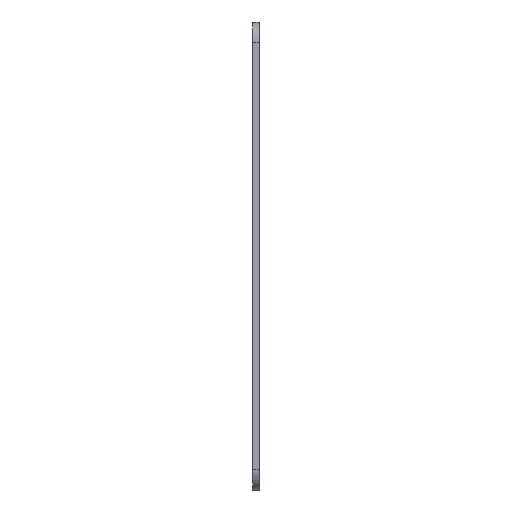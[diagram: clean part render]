
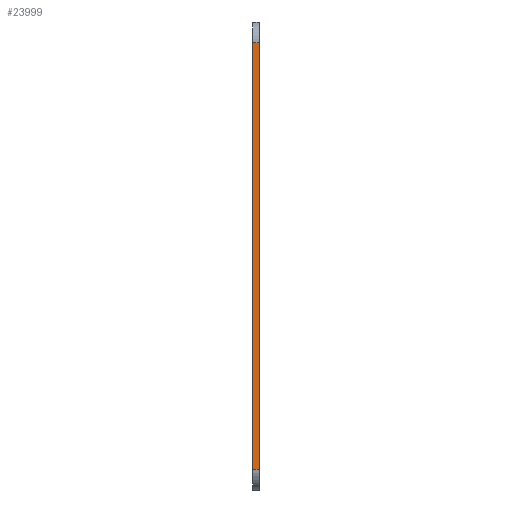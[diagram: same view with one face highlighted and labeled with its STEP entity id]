
A CAD part, left-side view. The second image highlights one B-rep face of the part: STEP entity #23999.
In plain terms, the highlighted planar face has unit normal (-1, 0, 0).
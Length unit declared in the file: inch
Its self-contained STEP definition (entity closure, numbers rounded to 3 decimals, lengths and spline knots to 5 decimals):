
#839 = VECTOR ( 'NONE', #18658, 39.37008 ) ;
#1035 = LINE ( 'NONE', #15186, #24260 ) ;
#1124 = ORIENTED_EDGE ( 'NONE', *, *, #19686, .T. ) ;
#1808 = LINE ( 'NONE', #17393, #12390 ) ;
#1855 = EDGE_CURVE ( 'NONE', #4054, #21806, #18818, .T. ) ;
#2234 = VERTEX_POINT ( 'NONE', #16173 ) ;
#4054 = VERTEX_POINT ( 'NONE', #24650 ) ;
#5435 = VERTEX_POINT ( 'NONE', #22328 ) ;
#7661 = EDGE_LOOP ( 'NONE', ( #1124, #25112, #21230, #22211 ) ) ;
#10746 = LINE ( 'NONE', #21933, #21990 ) ;
#10975 = CARTESIAN_POINT ( 'NONE',  ( 0., -0.0625, 0. ) ) ;
#11589 = CARTESIAN_POINT ( 'NONE',  ( 0., 0., -0.1875 ) ) ;
#12235 = EDGE_CURVE ( 'NONE', #5435, #21806, #10746, .T. ) ;
#12390 = VECTOR ( 'NONE', #19662, 39.37008 ) ;
#13220 = DIRECTION ( 'NONE',  ( 0., 0., 1. ) ) ;
#15186 = CARTESIAN_POINT ( 'NONE',  ( 0., -0.0625, -4.01776 ) ) ;
#16031 = FACE_OUTER_BOUND ( 'NONE', #7661, .T. ) ;
#16173 = CARTESIAN_POINT ( 'NONE',  ( 0., -0.0625, -4.01776 ) ) ;
#17393 = CARTESIAN_POINT ( 'NONE',  ( 0., -0.0625, 0. ) ) ;
#18658 = DIRECTION ( 'NONE',  ( 0., 0., 1. ) ) ;
#18800 = CARTESIAN_POINT ( 'NONE',  ( 0., 0., 0. ) ) ;
#18818 = LINE ( 'NONE', #18800, #839 ) ;
#19662 = DIRECTION ( 'NONE',  ( 0., 0., 1. ) ) ;
#19686 = EDGE_CURVE ( 'NONE', #2234, #5435, #1808, .T. ) ;
#19704 = DIRECTION ( 'NONE',  ( 0., -1., 0. ) ) ;
#20908 = EDGE_CURVE ( 'NONE', #4054, #2234, #1035, .T. ) ;
#21230 = ORIENTED_EDGE ( 'NONE', *, *, #1855, .F. ) ;
#21806 = VERTEX_POINT ( 'NONE', #11589 ) ;
#21933 = CARTESIAN_POINT ( 'NONE',  ( 0., -0.0625, -0.1875 ) ) ;
#21990 = VECTOR ( 'NONE', #24163, 39.37008 ) ;
#22211 = ORIENTED_EDGE ( 'NONE', *, *, #20908, .T. ) ;
#22328 = CARTESIAN_POINT ( 'NONE',  ( 0., -0.0625, -0.1875 ) ) ;
#23999 = ADVANCED_FACE ( 'NONE', ( #16031 ), #24406, .T. ) ;
#24163 = DIRECTION ( 'NONE',  ( 0., 1., 0. ) ) ;
#24260 = VECTOR ( 'NONE', #19704, 39.37008 ) ;
#24406 = PLANE ( 'NONE',  #27928 ) ;
#24650 = CARTESIAN_POINT ( 'NONE',  ( 0., 0., -4.01776 ) ) ;
#25112 = ORIENTED_EDGE ( 'NONE', *, *, #12235, .T. ) ;
#26693 = DIRECTION ( 'NONE',  ( -1., 0., 0. ) ) ;
#27928 = AXIS2_PLACEMENT_3D ( 'NONE', #10975, #26693, #13220 ) ;
